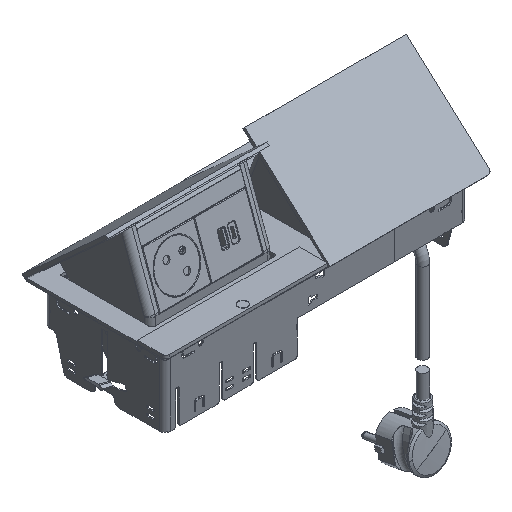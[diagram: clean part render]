
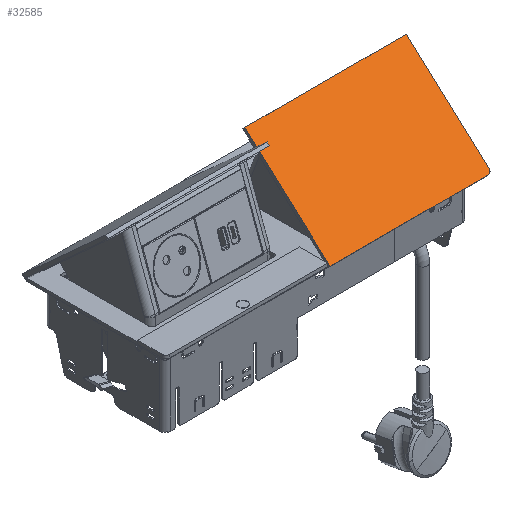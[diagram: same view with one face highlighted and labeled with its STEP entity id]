
A CAD part, isometric view. The second image highlights one B-rep face of the part: STEP entity #32585.
In plain terms, the highlighted planar face has unit normal (0, -0.672, 0.74).
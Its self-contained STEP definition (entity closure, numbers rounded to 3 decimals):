
#32489=AXIS2_PLACEMENT_3D('Circle Axis2P3D',#32487,#32488,$) ;
#32562=AXIS2_PLACEMENT_3D('Plane Axis2P3D',#32559,#32560,#32561) ;
#32380=CARTESIAN_POINT('Vertex',(-67.5,-63.825,3.181)) ;
#32383=CARTESIAN_POINT('Line Origine',(-67.5,-26.805,36.79)) ;
#32387=CARTESIAN_POINT('Vertex',(-67.5,10.214,70.398)) ;
#32477=CARTESIAN_POINT('Vertex',(69.75,-63.825,3.181)) ;
#32484=CARTESIAN_POINT('Vertex',(72.75,-61.604,5.198)) ;
#32487=CARTESIAN_POINT('Axis2P3D Location',(69.75,-61.604,5.198)) ;
#32508=CARTESIAN_POINT('Vertex',(0.,-63.825,3.181)) ;
#32511=CARTESIAN_POINT('Line Origine',(34.875,-63.825,3.181)) ;
#32523=CARTESIAN_POINT('Line Origine',(-33.75,-63.825,3.181)) ;
#32544=CARTESIAN_POINT('Vertex',(72.75,10.214,70.398)) ;
#32547=CARTESIAN_POINT('Line Origine',(72.75,-25.695,37.798)) ;
#32559=CARTESIAN_POINT('Axis2P3D Location',(0.,-17.551,45.192)) ;
#32564=CARTESIAN_POINT('Line Origine',(-33.75,10.214,70.398)) ;
#32568=CARTESIAN_POINT('Vertex',(0.,10.214,70.398)) ;
#32571=CARTESIAN_POINT('Line Origine',(36.375,10.214,70.398)) ;
#32384=DIRECTION('Vector Direction',(0.,-0.74,-0.672)) ;
#32488=DIRECTION('Axis2P3D Direction',(0.,-0.672,0.74)) ;
#32512=DIRECTION('Vector Direction',(-1.,0.,0.)) ;
#32524=DIRECTION('Vector Direction',(1.,0.,0.)) ;
#32548=DIRECTION('Vector Direction',(0.,0.74,0.672)) ;
#32560=DIRECTION('Axis2P3D Direction',(0.,-0.672,0.74)) ;
#32561=DIRECTION('Axis2P3D XDirection',(1.,0.,0.)) ;
#32565=DIRECTION('Vector Direction',(-1.,0.,0.)) ;
#32572=DIRECTION('Vector Direction',(1.,0.,0.)) ;
#32385=VECTOR('Line Direction',#32384,1.) ;
#32513=VECTOR('Line Direction',#32512,1.) ;
#32525=VECTOR('Line Direction',#32524,1.) ;
#32549=VECTOR('Line Direction',#32548,1.) ;
#32566=VECTOR('Line Direction',#32565,1.) ;
#32573=VECTOR('Line Direction',#32572,1.) ;
#32577=ORIENTED_EDGE('',*,*,#32570,.T.) ;
#32578=ORIENTED_EDGE('',*,*,#32389,.T.) ;
#32579=ORIENTED_EDGE('',*,*,#32527,.T.) ;
#32580=ORIENTED_EDGE('',*,*,#32515,.T.) ;
#32581=ORIENTED_EDGE('',*,*,#32491,.T.) ;
#32582=ORIENTED_EDGE('',*,*,#32551,.T.) ;
#32583=ORIENTED_EDGE('',*,*,#32575,.T.) ;
#32585=ADVANCED_FACE('FRONT_COVER_4MOD\\Corps principal',(#32584),#32563,.T.) ;
#32490=CIRCLE('generated circle',#32489,3.) ;
#32389=EDGE_CURVE('',#32388,#32381,#32386,.T.) ;
#32491=EDGE_CURVE('',#32478,#32485,#32490,.T.) ;
#32515=EDGE_CURVE('',#32509,#32478,#32514,.F.) ;
#32527=EDGE_CURVE('',#32381,#32509,#32526,.T.) ;
#32551=EDGE_CURVE('',#32485,#32545,#32550,.T.) ;
#32570=EDGE_CURVE('',#32569,#32388,#32567,.T.) ;
#32575=EDGE_CURVE('',#32545,#32569,#32574,.F.) ;
#32576=EDGE_LOOP('',(#32577,#32578,#32579,#32580,#32581,#32582,#32583)) ;
#32584=FACE_OUTER_BOUND('',#32576,.T.) ;
#32386=LINE('Line',#32383,#32385) ;
#32514=LINE('Line',#32511,#32513) ;
#32526=LINE('Line',#32523,#32525) ;
#32550=LINE('Line',#32547,#32549) ;
#32567=LINE('Line',#32564,#32566) ;
#32574=LINE('Line',#32571,#32573) ;
#32563=PLANE('',#32562) ;
#32381=VERTEX_POINT('',#32380) ;
#32388=VERTEX_POINT('',#32387) ;
#32478=VERTEX_POINT('',#32477) ;
#32485=VERTEX_POINT('',#32484) ;
#32509=VERTEX_POINT('',#32508) ;
#32545=VERTEX_POINT('',#32544) ;
#32569=VERTEX_POINT('',#32568) ;
